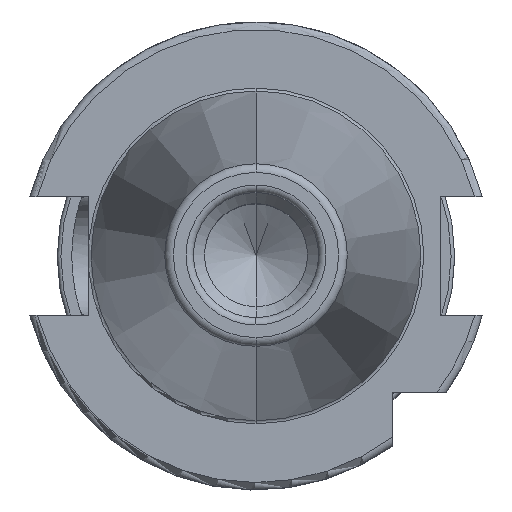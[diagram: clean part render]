
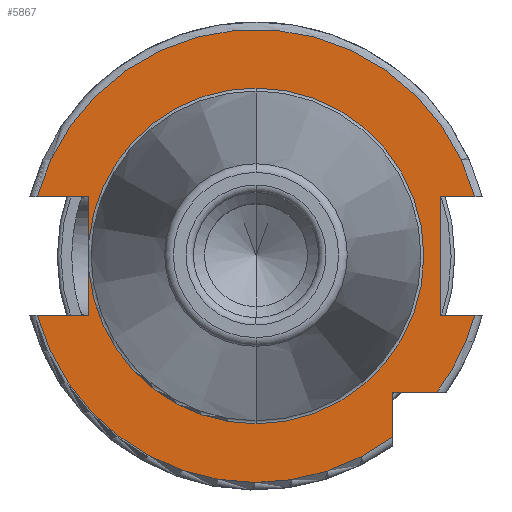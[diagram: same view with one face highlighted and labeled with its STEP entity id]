
A CAD part, top view. The second image highlights one B-rep face of the part: STEP entity #5867.
In plain terms, the highlighted planar face has unit normal (0, 0, 1).
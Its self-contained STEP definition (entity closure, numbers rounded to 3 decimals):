
#273=CARTESIAN_POINT('',(0,0,15.9));
#274=DIRECTION('',(0,0,-1));
#275=DIRECTION('',(0,1,0));
#276=AXIS2_PLACEMENT_3D('',#273,#274,#275);
#288=CARTESIAN_POINT('',(0,0,15.9));
#289=DIRECTION('',(0,0,1));
#290=DIRECTION('',(0,1,0));
#291=AXIS2_PLACEMENT_3D('',#288,#289,#290);
#303=CARTESIAN_POINT('',(0,0,15.9));
#304=DIRECTION('',(0,0,1));
#305=DIRECTION('',(-0.996,-0.094,0));
#306=AXIS2_PLACEMENT_3D('',#303,#304,#305);
#2396=CARTESIAN_POINT('',(0,0,15.9));
#2397=DIRECTION('',(0,0,1));
#2398=DIRECTION('',(0.965,0.262,0));
#2399=AXIS2_PLACEMENT_3D('',#2396,#2397,#2398);
#2447=CARTESIAN_POINT('',(0,0,15.9));
#2448=DIRECTION('',(0,0,1));
#2449=DIRECTION('',(-0.965,-0.262,0));
#2450=AXIS2_PLACEMENT_3D('',#2447,#2448,#2449);
#2463=DIRECTION('',(1,0,0));
#2464=VECTOR('',#2463,7.004);
#2465=CARTESIAN_POINT('',(-29.704,-8.05,15.9));
#2466=LINE('',#2465,#2464);
#2467=DIRECTION('',(0,1,0));
#2468=VECTOR('',#2467,5.917);
#2469=CARTESIAN_POINT('',(-22.7,-8.05,15.9));
#2470=LINE('',#2469,#2468);
#2471=DIRECTION('',(0,1,0));
#2472=VECTOR('',#2471,5.917);
#2473=CARTESIAN_POINT('',(-22.7,2.133,15.9));
#2474=LINE('',#2473,#2472);
#2475=DIRECTION('',(1,0,0));
#2476=VECTOR('',#2475,7.004);
#2477=CARTESIAN_POINT('',(-29.704,8.05,15.9));
#2478=LINE('',#2477,#2476);
#2479=DIRECTION('',(-1,0,0));
#2480=VECTOR('',#2479,4.704);
#2481=CARTESIAN_POINT('',(29.704,8.05,15.9));
#2482=LINE('',#2481,#2480);
#2483=DIRECTION('',(0,-1,0));
#2484=VECTOR('',#2483,16.1);
#2485=CARTESIAN_POINT('',(25,8.05,15.9));
#2486=LINE('',#2485,#2484);
#2487=DIRECTION('',(-1,0,0));
#2488=VECTOR('',#2487,4.704);
#2489=CARTESIAN_POINT('',(29.704,-8.05,15.9));
#2490=LINE('',#2489,#2488);
#2491=CARTESIAN_POINT('',(0,0,15.9));
#2492=DIRECTION('',(0,0,1));
#2493=DIRECTION('',(0.799,-0.601,0));
#2494=AXIS2_PLACEMENT_3D('',#2491,#2492,#2493);
#2496=DIRECTION('',(-1,0,0));
#2497=VECTOR('',#2496,6.094);
#2498=CARTESIAN_POINT('',(24.594,-18.5,15.9));
#2499=LINE('',#2498,#2497);
#2500=DIRECTION('',(0,1,0));
#2501=VECTOR('',#2500,6.094);
#2502=CARTESIAN_POINT('',(18.5,-24.594,15.9));
#2503=LINE('',#2502,#2501);
#2596=CARTESIAN_POINT('',(0,22.8,15.9));
#2598=VERTEX_POINT('',#2596);
#2620=CARTESIAN_POINT('',(0,-22.8,15.9));
#2622=VERTEX_POINT('',#2620);
#2760=CARTESIAN_POINT('',(-29.704,-8.05,15.9));
#2761=CARTESIAN_POINT('',(-22.7,-8.05,15.9));
#2762=VERTEX_POINT('',#2760);
#2763=VERTEX_POINT('',#2761);
#2764=CARTESIAN_POINT('',(-22.7,-2.133,15.9));
#2765=VERTEX_POINT('',#2764);
#2766=CARTESIAN_POINT('',(-22.7,2.133,15.9));
#2767=CARTESIAN_POINT('',(-22.7,8.05,15.9));
#2768=VERTEX_POINT('',#2766);
#2769=VERTEX_POINT('',#2767);
#2770=CARTESIAN_POINT('',(-29.704,8.05,15.9));
#2771=VERTEX_POINT('',#2770);
#2772=CARTESIAN_POINT('',(25,8.05,15.9));
#2773=CARTESIAN_POINT('',(25,-8.05,15.9));
#2774=VERTEX_POINT('',#2772);
#2775=VERTEX_POINT('',#2773);
#2776=CARTESIAN_POINT('',(29.704,-8.05,15.9));
#2777=VERTEX_POINT('',#2776);
#2778=CARTESIAN_POINT('',(29.704,8.05,15.9));
#2779=VERTEX_POINT('',#2778);
#2780=CARTESIAN_POINT('',(18.5,-24.594,15.9));
#2781=CARTESIAN_POINT('',(18.5,-18.5,15.9));
#2782=VERTEX_POINT('',#2780);
#2783=VERTEX_POINT('',#2781);
#2784=CARTESIAN_POINT('',(24.594,-18.5,15.9));
#2785=VERTEX_POINT('',#2784);
#5843=CARTESIAN_POINT('',(0,0,15.9));
#5844=DIRECTION('',(0,0,-1));
#5845=DIRECTION('',(0,-1,0));
#5846=AXIS2_PLACEMENT_3D('',#5843,#5844,#5845);
#5847=PLANE('',#5846);
#5848=ORIENTED_EDGE('',*,*,#3577,.T.);
#5849=ORIENTED_EDGE('',*,*,#3560,.T.);
#5850=ORIENTED_EDGE('',*,*,#3541,.T.);
#5851=ORIENTED_EDGE('',*,*,#3521,.F.);
#5852=ORIENTED_EDGE('',*,*,#3536,.T.);
#5853=ORIENTED_EDGE('',*,*,#3557,.T.);
#5854=ORIENTED_EDGE('',*,*,#3698,.F.);
#5855=ORIENTED_EDGE('',*,*,#5821,.F.);
#5857=ORIENTED_EDGE('',*,*,#5856,.T.);
#5859=ORIENTED_EDGE('',*,*,#5858,.T.);
#5860=ORIENTED_EDGE('',*,*,#5369,.F.);
#5861=ORIENTED_EDGE('',*,*,#5811,.F.);
#5862=ORIENTED_EDGE('',*,*,#5426,.T.);
#5863=ORIENTED_EDGE('',*,*,#5477,.F.);
#5864=ORIENTED_EDGE('',*,*,#5837,.F.);
#5865=EDGE_LOOP('',(#5848,#5849,#5850,#5851,#5852,#5853,#5854,#5855,#5857,#5859,
#5860,#5861,#5862,#5863,#5864));
#5866=FACE_OUTER_BOUND('',#5865,.F.);
#5867=ADVANCED_FACE('',(#5866),#5847,.F.);
#277=CIRCLE('',#276,22.8);
#292=CIRCLE('',#291,22.8);
#307=CIRCLE('',#306,22.8);
#2400=CIRCLE('',#2399,30.775);
#2451=CIRCLE('',#2450,30.775);
#2495=CIRCLE('',#2494,30.775);
#3521=EDGE_CURVE('',#2598,#2622,#277,.T.);
#3536=EDGE_CURVE('',#2598,#2768,#292,.T.);
#3541=EDGE_CURVE('',#2765,#2622,#307,.T.);
#3557=EDGE_CURVE('',#2768,#2769,#2474,.T.);
#3560=EDGE_CURVE('',#2763,#2765,#2470,.T.);
#3577=EDGE_CURVE('',#2762,#2763,#2466,.T.);
#3698=EDGE_CURVE('',#2771,#2769,#2478,.T.);
#5369=EDGE_CURVE('',#2777,#2775,#2490,.T.);
#5426=EDGE_CURVE('',#2785,#2783,#2499,.T.);
#5477=EDGE_CURVE('',#2782,#2783,#2503,.T.);
#5811=EDGE_CURVE('',#2785,#2777,#2495,.T.);
#5821=EDGE_CURVE('',#2779,#2771,#2400,.T.);
#5837=EDGE_CURVE('',#2762,#2782,#2451,.T.);
#5856=EDGE_CURVE('',#2779,#2774,#2482,.T.);
#5858=EDGE_CURVE('',#2774,#2775,#2486,.T.);
